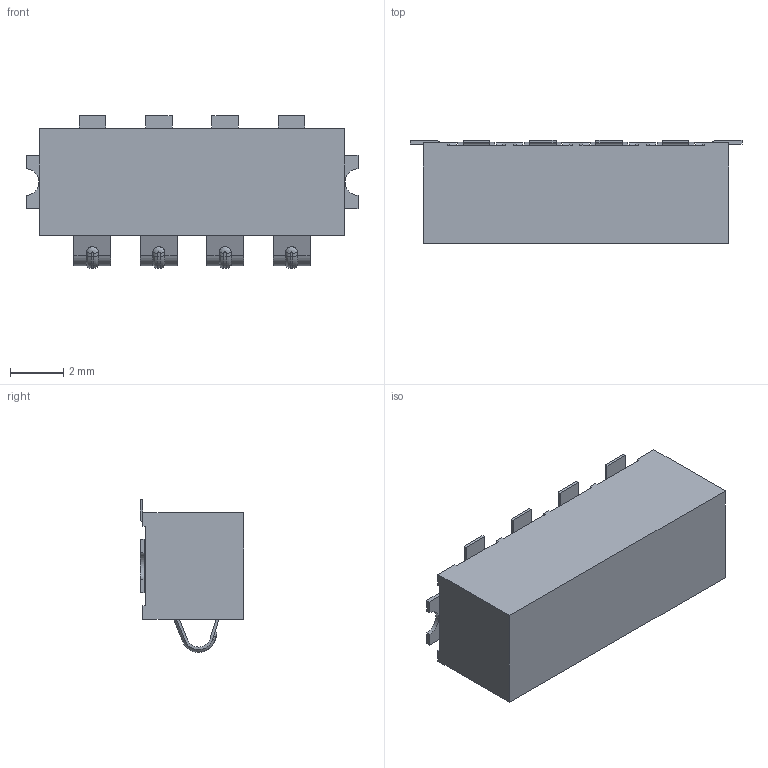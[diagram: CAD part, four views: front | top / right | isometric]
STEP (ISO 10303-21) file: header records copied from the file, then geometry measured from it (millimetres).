
FILE_DESCRIPTION (( 'STEP AP214' ), '1' );
FILE_NAME ('AVX 009155004541006.STEP', '2017-12-19T19:21:45', ( '' ), ( '' ), 'SwSTEP 2.0', 'SolidWorks 2017', '' );
FILE_SCHEMA (( 'AUTOMOTIVE_DESIGN' ));
Length unit declared in the file: millimetre
Products named in the file (1): AVX 009155004541006
Bounding box: 12.5 x 3.9 x 5.75 mm (x, y, z)
Volume: 174.5 mm3; surface area: 288.3 mm2
Topology: 5 solids, 5 shells, 283 faces, 737 edges, 470 vertices
Faces by surface type: plane 146, cylinder 102, bspline 29, torus 6
Entity records: 11421 total; most frequent: CARTESIAN_POINT 2241, ORIENTED_EDGE 1474, DIRECTION 1440, EDGE_CURVE 737, VECTOR 492, LINE 492, AXIS2_PLACEMENT_3D 474, VERTEX_POINT 470
